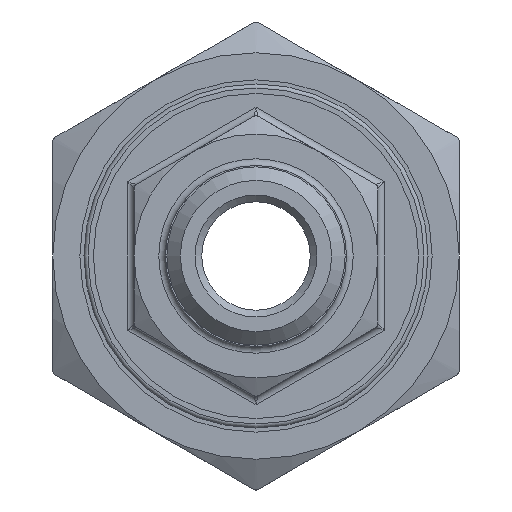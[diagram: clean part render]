
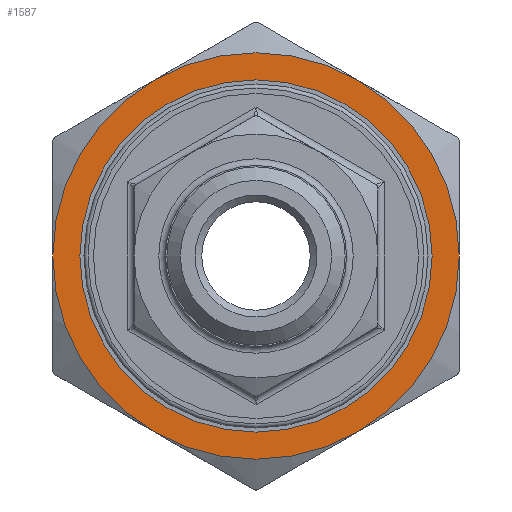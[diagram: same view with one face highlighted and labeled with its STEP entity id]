
A CAD part, front view. The second image highlights one B-rep face of the part: STEP entity #1587.
In plain terms, the highlighted planar face has unit normal (0, -1, 0).
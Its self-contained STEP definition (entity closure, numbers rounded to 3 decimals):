
#342=PLANE('',#1776);
#370=FACE_BOUND('',#618,.T.);
#480=FACE_OUTER_BOUND('',#617,.T.);
#617=EDGE_LOOP('',(#1463,#1464,#1465,#1466,#1467,#1468));
#618=EDGE_LOOP('',(#1469));
#624=CIRCLE('',#1601,15.);
#625=CIRCLE('',#1605,15.);
#626=CIRCLE('',#1609,15.);
#627=CIRCLE('',#1613,15.);
#629=CIRCLE('',#1619,15.);
#673=CIRCLE('',#1757,15.);
#677=CIRCLE('',#1766,13.);
#688=VERTEX_POINT('',#2254);
#692=VERTEX_POINT('',#2272);
#695=VERTEX_POINT('',#2302);
#701=VERTEX_POINT('',#2346);
#707=VERTEX_POINT('',#2390);
#718=VERTEX_POINT('',#2467);
#813=VERTEX_POINT('',#3267);
#830=EDGE_CURVE('',#688,#692,#624,.T.);
#839=EDGE_CURVE('',#695,#688,#625,.T.);
#848=EDGE_CURVE('',#701,#695,#626,.T.);
#857=EDGE_CURVE('',#707,#701,#627,.T.);
#868=EDGE_CURVE('',#692,#718,#629,.T.);
#1028=EDGE_CURVE('',#718,#707,#673,.T.);
#1033=EDGE_CURVE('',#813,#813,#677,.T.);
#1463=ORIENTED_EDGE('',*,*,#839,.T.);
#1464=ORIENTED_EDGE('',*,*,#830,.T.);
#1465=ORIENTED_EDGE('',*,*,#868,.T.);
#1466=ORIENTED_EDGE('',*,*,#1028,.T.);
#1467=ORIENTED_EDGE('',*,*,#857,.T.);
#1468=ORIENTED_EDGE('',*,*,#848,.T.);
#1469=ORIENTED_EDGE('',*,*,#1033,.T.);
#1587=ADVANCED_FACE('',(#480,#370),#342,.F.);
#1601=AXIS2_PLACEMENT_3D('',#2276,#1803,#1804);
#1605=AXIS2_PLACEMENT_3D('',#2320,#1813,#1814);
#1609=AXIS2_PLACEMENT_3D('',#2364,#1823,#1824);
#1613=AXIS2_PLACEMENT_3D('',#2408,#1833,#1834);
#1619=AXIS2_PLACEMENT_3D('',#2471,#1848,#1849);
#1757=AXIS2_PLACEMENT_3D('',#3252,#2172,#2173);
#1766=AXIS2_PLACEMENT_3D('',#3268,#2190,#2191);
#1776=AXIS2_PLACEMENT_3D('',#3280,#2210,#2211);
#1803=DIRECTION('center_axis',(0.,-1.,0.));
#1804=DIRECTION('ref_axis',(1.,0.,0.));
#1813=DIRECTION('center_axis',(0.,-1.,0.));
#1814=DIRECTION('ref_axis',(1.,0.,0.));
#1823=DIRECTION('center_axis',(0.,-1.,0.));
#1824=DIRECTION('ref_axis',(1.,0.,0.));
#1833=DIRECTION('center_axis',(0.,-1.,0.));
#1834=DIRECTION('ref_axis',(1.,0.,0.));
#1848=DIRECTION('center_axis',(0.,-1.,0.));
#1849=DIRECTION('ref_axis',(1.,0.,0.));
#2172=DIRECTION('center_axis',(0.,-1.,0.));
#2173=DIRECTION('ref_axis',(1.,0.,0.));
#2190=DIRECTION('center_axis',(0.,1.,0.));
#2191=DIRECTION('ref_axis',(1.,0.,0.));
#2210=DIRECTION('center_axis',(0.,1.,0.));
#2211=DIRECTION('ref_axis',(0.,0.,1.));
#2254=CARTESIAN_POINT('',(-7.5,-7.,-12.99));
#2272=CARTESIAN_POINT('',(7.5,-7.,-12.99));
#2276=CARTESIAN_POINT('Origin',(0.,-7.,0.));
#2302=CARTESIAN_POINT('',(-15.,-7.,0.));
#2320=CARTESIAN_POINT('Origin',(0.,-7.,0.));
#2346=CARTESIAN_POINT('',(-7.5,-7.,12.99));
#2364=CARTESIAN_POINT('Origin',(0.,-7.,0.));
#2390=CARTESIAN_POINT('',(7.5,-7.,12.99));
#2408=CARTESIAN_POINT('Origin',(0.,-7.,0.));
#2467=CARTESIAN_POINT('',(15.,-7.,0.));
#2471=CARTESIAN_POINT('Origin',(0.,-7.,0.));
#3252=CARTESIAN_POINT('Origin',(0.,-7.,0.));
#3267=CARTESIAN_POINT('',(-13.,-7.,0.));
#3268=CARTESIAN_POINT('Origin',(0.,-7.,0.));
#3280=CARTESIAN_POINT('Origin',(0.,-7.,0.));
